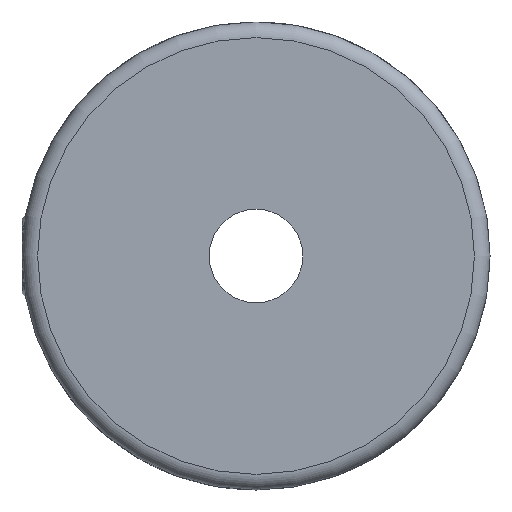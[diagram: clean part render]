
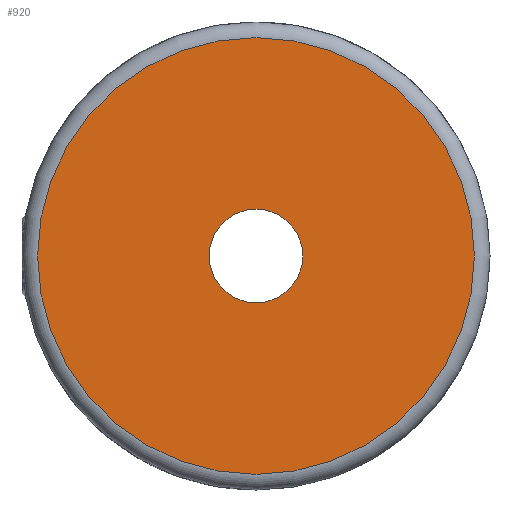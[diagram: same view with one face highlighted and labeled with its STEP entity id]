
A CAD part, left-side view. The second image highlights one B-rep face of the part: STEP entity #920.
In plain terms, the highlighted planar face has unit normal (-1, 0, 0).
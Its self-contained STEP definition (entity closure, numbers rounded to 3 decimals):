
#55=PLANE('',#1048);
#265=ORIENTED_EDGE('',*,*,#500,.T.);
#266=ORIENTED_EDGE('',*,*,#511,.F.);
#500=EDGE_CURVE('',#623,#623,#707,.T.);
#511=EDGE_CURVE('',#634,#634,#711,.T.);
#623=VERTEX_POINT('',#1465);
#634=VERTEX_POINT('',#1509);
#707=CIRCLE('',#1039,1.5);
#711=CIRCLE('',#1049,7.);
#740=EDGE_LOOP('',(#265));
#741=EDGE_LOOP('',(#266));
#825=FACE_BOUND('',#740,.T.);
#826=FACE_BOUND('',#741,.T.);
#920=ADVANCED_FACE('',(#825,#826),#55,.T.);
#1039=AXIS2_PLACEMENT_3D('',#1464,#1159,#1160);
#1048=AXIS2_PLACEMENT_3D('',#1507,#1177,#1178);
#1049=AXIS2_PLACEMENT_3D('',#1508,#1179,#1180);
#1159=DIRECTION('',(1.,0.,0.));
#1160=DIRECTION('',(0.,0.,-1.));
#1177=DIRECTION('',(-1.,0.,0.));
#1178=DIRECTION('',(0.,0.,1.));
#1179=DIRECTION('',(1.,0.,0.));
#1180=DIRECTION('',(0.,0.,-1.));
#1464=CARTESIAN_POINT('',(0.,0.,0.));
#1465=CARTESIAN_POINT('',(0.,0.,-1.5));
#1507=CARTESIAN_POINT('',(0.,7.,0.));
#1508=CARTESIAN_POINT('',(0.,0.,0.));
#1509=CARTESIAN_POINT('',(0.,0.,-7.));
